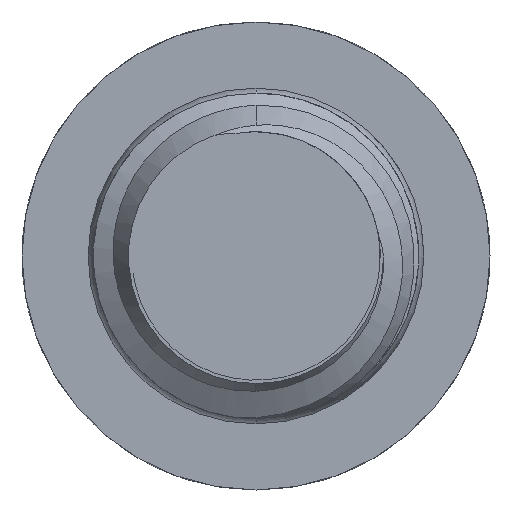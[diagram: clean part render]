
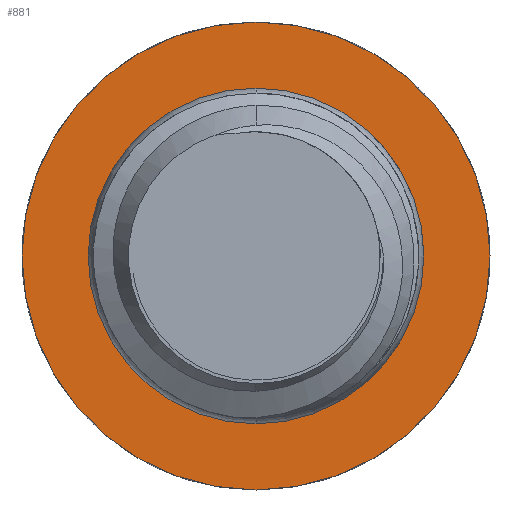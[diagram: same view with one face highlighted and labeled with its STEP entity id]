
A CAD part, front view. The second image highlights one B-rep face of the part: STEP entity #881.
In plain terms, the highlighted planar face has unit normal (0, -1, 0).
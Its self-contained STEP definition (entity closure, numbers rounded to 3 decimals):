
#66 = FACE_OUTER_BOUND ( 'NONE', #5064, .T. ) ;
#182 = AXIS2_PLACEMENT_3D ( 'NONE', #6174, #6684, #3576 ) ;
#346 = CARTESIAN_POINT ( 'NONE',  ( 0., -10.5, 0. ) ) ;
#574 = VERTEX_POINT ( 'NONE', #6025 ) ;
#881 = ADVANCED_FACE ( 'Defeature ausgef�hrt4_9', ( #66, #5076 ), #1185, .F. ) ;
#923 = ORIENTED_EDGE ( 'NONE', *, *, #4476, .T. ) ;
#939 = VERTEX_POINT ( 'NONE', #4850 ) ;
#1091 = EDGE_CURVE ( 'Defeature ausgef�hrt4_8+Defeature ausgef�hrt4_9+Defeature ausgef�hrt4_9+Defeature ausgef�hrt4_9', #574, #2331, #6617, .T. ) ;
#1185 = PLANE ( 'NONE',  #3741 ) ;
#1452 = DIRECTION ( 'NONE',  ( 0., 1., 0. ) ) ;
#1541 = ORIENTED_EDGE ( 'NONE', *, *, #4501, .T. ) ;
#1719 = EDGE_CURVE ( 'Defeature ausgef�hrt4_8+Defeature ausgef�hrt4_9+Defeature ausgef�hrt4_9+Defeature ausgef�hrt4_9', #2331, #574, #6715, .T. ) ;
#1866 = DIRECTION ( 'NONE',  ( 0., 1., 0. ) ) ;
#2055 = ORIENTED_EDGE ( 'NONE', *, *, #1719, .F. ) ;
#2327 = DIRECTION ( 'NONE',  ( 0., 0., 1. ) ) ;
#2331 = VERTEX_POINT ( 'NONE', #3890 ) ;
#2997 = DIRECTION ( 'NONE',  ( 0., 0., 1. ) ) ;
#3298 = DIRECTION ( 'NONE',  ( 0., 1., 0. ) ) ;
#3526 = AXIS2_PLACEMENT_3D ( 'NONE', #346, #1866, #6116 ) ;
#3528 = CARTESIAN_POINT ( 'NONE',  ( 0., -10.5, -0.825 ) ) ;
#3576 = DIRECTION ( 'NONE',  ( 0., 0., 1. ) ) ;
#3741 = AXIS2_PLACEMENT_3D ( 'NONE', #4368, #3298, #2327 ) ;
#3751 = DIRECTION ( 'NONE',  ( 0., 1., 0. ) ) ;
#3890 = CARTESIAN_POINT ( 'NONE',  ( 0., -10.5, 1.15 ) ) ;
#4003 = AXIS2_PLACEMENT_3D ( 'NONE', #4114, #1452, #2997 ) ;
#4059 = AXIS2_PLACEMENT_3D ( 'NONE', #4599, #3751, #5317 ) ;
#4105 = EDGE_LOOP ( 'NONE', ( #923, #1541 ) ) ;
#4114 = CARTESIAN_POINT ( 'NONE',  ( 0., -10.5, 0. ) ) ;
#4368 = CARTESIAN_POINT ( 'NONE',  ( 1.15, -10.5, 0. ) ) ;
#4476 = EDGE_CURVE ( 'Defeature ausgef�hrt4_9+Defeature ausgef�hrt4_10+Defeature ausgef�hrt4_10+Defeature ausgef�hrt4_10', #939, #5932, #4914, .T. ) ;
#4501 = EDGE_CURVE ( 'Defeature ausgef�hrt4_9+Defeature ausgef�hrt4_10+Defeature ausgef�hrt4_10+Defeature ausgef�hrt4_10', #5932, #939, #4745, .T. ) ;
#4599 = CARTESIAN_POINT ( 'NONE',  ( 0., -10.5, 0. ) ) ;
#4745 = CIRCLE ( 'NONE', #4059, 0.825 ) ;
#4850 = CARTESIAN_POINT ( 'NONE',  ( 0., -10.5, 0.825 ) ) ;
#4914 = CIRCLE ( 'NONE', #182, 0.825 ) ;
#5064 = EDGE_LOOP ( 'NONE', ( #2055, #6477 ) ) ;
#5076 = FACE_BOUND ( 'NONE', #4105, .T. ) ;
#5317 = DIRECTION ( 'NONE',  ( 0., 0., 1. ) ) ;
#5932 = VERTEX_POINT ( 'NONE', #3528 ) ;
#6025 = CARTESIAN_POINT ( 'NONE',  ( 0., -10.5, -1.15 ) ) ;
#6116 = DIRECTION ( 'NONE',  ( 0., 0., 1. ) ) ;
#6174 = CARTESIAN_POINT ( 'NONE',  ( 0., -10.5, 0. ) ) ;
#6477 = ORIENTED_EDGE ( 'NONE', *, *, #1091, .F. ) ;
#6617 = CIRCLE ( 'NONE', #4003, 1.15 ) ;
#6684 = DIRECTION ( 'NONE',  ( 0., 1., 0. ) ) ;
#6715 = CIRCLE ( 'NONE', #3526, 1.15 ) ;
